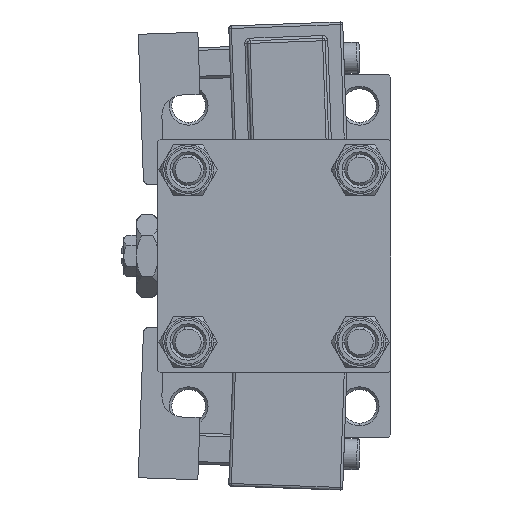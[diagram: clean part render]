
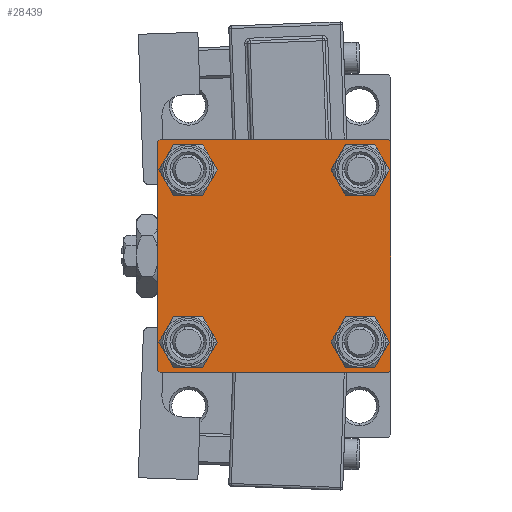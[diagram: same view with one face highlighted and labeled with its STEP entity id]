
A CAD part, left-side view. The second image highlights one B-rep face of the part: STEP entity #28439.
In plain terms, the highlighted planar face has unit normal (-1, 0, 0).
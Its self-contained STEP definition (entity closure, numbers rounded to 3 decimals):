
#84 = EDGE_CURVE ( 'NONE', #30195, #4274, #10465, .T. ) ;
#1210 = CIRCLE ( 'NONE', #45634, 3.5 ) ;
#1216 = EDGE_CURVE ( 'NONE', #26947, #3586, #16244, .T. ) ;
#1754 = CARTESIAN_POINT ( 'NONE',  ( 0., 22.5, -22.5 ) ) ;
#3476 = EDGE_CURVE ( 'NONE', #41655, #25073, #27429, .T. ) ;
#3586 = VERTEX_POINT ( 'NONE', #37109 ) ;
#3730 = CARTESIAN_POINT ( 'NONE',  ( 0., 22.25, 22.25 ) ) ;
#3931 = AXIS2_PLACEMENT_3D ( 'NONE', #47005, #22115, #31026 ) ;
#4115 = EDGE_CURVE ( 'NONE', #3586, #33412, #30721, .T. ) ;
#4274 = VERTEX_POINT ( 'NONE', #35939 ) ;
#4448 = CARTESIAN_POINT ( 'NONE',  ( 0., -22., 22.5 ) ) ;
#4513 = CARTESIAN_POINT ( 'NONE',  ( 0., -16.6, 16.6 ) ) ;
#4590 = AXIS2_PLACEMENT_3D ( 'NONE', #13162, #33362, #45408 ) ;
#4803 = VECTOR ( 'NONE', #11223, 1000. ) ;
#4915 = CARTESIAN_POINT ( 'NONE',  ( 0., 16.6, -16.6 ) ) ;
#5284 = CARTESIAN_POINT ( 'NONE',  ( 0., 22., 22.5 ) ) ;
#6101 = FACE_BOUND ( 'NONE', #20263, .T. ) ;
#6188 = ORIENTED_EDGE ( 'NONE', *, *, #22797, .T. ) ;
#6899 = DIRECTION ( 'NONE',  ( 1., 0., 0. ) ) ;
#7354 = DIRECTION ( 'NONE',  ( 0., 0.707, 0.707 ) ) ;
#7481 = DIRECTION ( 'NONE',  ( 0., -0.707, 0.707 ) ) ;
#8237 = EDGE_CURVE ( 'NONE', #29643, #26947, #35500, .T. ) ;
#8252 = CARTESIAN_POINT ( 'NONE',  ( 0., -22.25, -22.25 ) ) ;
#8282 = EDGE_CURVE ( 'NONE', #19414, #32913, #35064, .T. ) ;
#10232 = CARTESIAN_POINT ( 'NONE',  ( 0., -16.6, -13.1 ) ) ;
#10465 = CIRCLE ( 'NONE', #4590, 3.5 ) ;
#10497 = VECTOR ( 'NONE', #48258, 1000. ) ;
#10662 = EDGE_CURVE ( 'NONE', #33412, #41655, #30900, .T. ) ;
#10784 = CARTESIAN_POINT ( 'NONE',  ( 0., -16.6, -16.6 ) ) ;
#10802 = VECTOR ( 'NONE', #35758, 1000. ) ;
#11132 = ORIENTED_EDGE ( 'NONE', *, *, #18119, .F. ) ;
#11211 = ORIENTED_EDGE ( 'NONE', *, *, #24041, .T. ) ;
#11223 = DIRECTION ( 'NONE',  ( 0., -1., 0. ) ) ;
#12140 = DIRECTION ( 'NONE',  ( 1., 0., 0. ) ) ;
#13054 = CARTESIAN_POINT ( 'NONE',  ( 0., 16.6, 20.1 ) ) ;
#13162 = CARTESIAN_POINT ( 'NONE',  ( 0., 16.6, 16.6 ) ) ;
#14585 = DIRECTION ( 'NONE',  ( 0., 0., 1. ) ) ;
#14753 = DIRECTION ( 'NONE',  ( 0., 0., 1. ) ) ;
#14759 = FACE_BOUND ( 'NONE', #48400, .T. ) ;
#15010 = FACE_BOUND ( 'NONE', #36519, .T. ) ;
#15034 = ORIENTED_EDGE ( 'NONE', *, *, #25831, .T. ) ;
#15210 = LINE ( 'NONE', #28073, #37301 ) ;
#15531 = DIRECTION ( 'NONE',  ( 0., 0., 1. ) ) ;
#15653 = CARTESIAN_POINT ( 'NONE',  ( 0., 22.5, 22.5 ) ) ;
#16104 = LINE ( 'NONE', #28190, #17105 ) ;
#16244 = LINE ( 'NONE', #35943, #10497 ) ;
#16896 = ORIENTED_EDGE ( 'NONE', *, *, #4115, .T. ) ;
#17105 = VECTOR ( 'NONE', #17146, 1000. ) ;
#17146 = DIRECTION ( 'NONE',  ( 0., 0., -1. ) ) ;
#17678 = CARTESIAN_POINT ( 'NONE',  ( 0., 16.6, -13.1 ) ) ;
#17788 = DIRECTION ( 'NONE',  ( 0., -1., 0. ) ) ;
#18119 = EDGE_CURVE ( 'NONE', #33548, #25073, #16104, .T. ) ;
#18608 = DIRECTION ( 'NONE',  ( 0., 0., 1. ) ) ;
#19414 = VERTEX_POINT ( 'NONE', #17678 ) ;
#19603 = LINE ( 'NONE', #15653, #4803 ) ;
#20135 = ORIENTED_EDGE ( 'NONE', *, *, #8282, .T. ) ;
#20263 = EDGE_LOOP ( 'NONE', ( #20135, #22192 ) ) ;
#20398 = CARTESIAN_POINT ( 'NONE',  ( 0., -22.5, 22. ) ) ;
#21350 = VERTEX_POINT ( 'NONE', #38140 ) ;
#21935 = DIRECTION ( 'NONE',  ( 1., 0., 0. ) ) ;
#22115 = DIRECTION ( 'NONE',  ( -1., 0., 0. ) ) ;
#22167 = AXIS2_PLACEMENT_3D ( 'NONE', #30508, #43344, #14753 ) ;
#22192 = ORIENTED_EDGE ( 'NONE', *, *, #45604, .T. ) ;
#22679 = EDGE_LOOP ( 'NONE', ( #49951, #16896, #31867, #33485, #11132, #38309, #49962, #37890 ) ) ;
#22797 = EDGE_CURVE ( 'NONE', #21350, #37475, #38913, .T. ) ;
#23180 = CARTESIAN_POINT ( 'NONE',  ( 0., 16.6, -16.6 ) ) ;
#23244 = CIRCLE ( 'NONE', #47526, 3.5 ) ;
#23913 = CIRCLE ( 'NONE', #43214, 3.5 ) ;
#24041 = EDGE_CURVE ( 'NONE', #38429, #31463, #1210, .T. ) ;
#25073 = VERTEX_POINT ( 'NONE', #32280 ) ;
#25831 = EDGE_CURVE ( 'NONE', #37475, #21350, #23913, .T. ) ;
#26235 = CARTESIAN_POINT ( 'NONE',  ( 0., -16.6, 20.1 ) ) ;
#26784 = DIRECTION ( 'NONE',  ( 1., 0., 0. ) ) ;
#26842 = FACE_OUTER_BOUND ( 'NONE', #22679, .T. ) ;
#26947 = VERTEX_POINT ( 'NONE', #48013 ) ;
#27041 = DIRECTION ( 'NONE',  ( 0., -0.707, -0.707 ) ) ;
#27429 = LINE ( 'NONE', #8252, #44945 ) ;
#28073 = CARTESIAN_POINT ( 'NONE',  ( 0., -22.25, 22.25 ) ) ;
#28190 = CARTESIAN_POINT ( 'NONE',  ( 0., -22.5, 22.5 ) ) ;
#28439 = ADVANCED_FACE ( 'NONE', ( #14759, #15010, #6101, #50964, #26842 ), #43090, .T. ) ;
#29064 = DIRECTION ( 'NONE',  ( 0., 0., 1. ) ) ;
#29446 = CARTESIAN_POINT ( 'NONE',  ( 0., 22., -22.5 ) ) ;
#29643 = VERTEX_POINT ( 'NONE', #5284 ) ;
#30061 = CARTESIAN_POINT ( 'NONE',  ( 0., -16.6, -20.1 ) ) ;
#30195 = VERTEX_POINT ( 'NONE', #13054 ) ;
#30508 = CARTESIAN_POINT ( 'NONE',  ( 0., -16.6, 16.6 ) ) ;
#30555 = ORIENTED_EDGE ( 'NONE', *, *, #51351, .T. ) ;
#30685 = DIRECTION ( 'NONE',  ( 1., 0., 0. ) ) ;
#30720 = VECTOR ( 'NONE', #27041, 1000. ) ;
#30721 = LINE ( 'NONE', #31221, #30720 ) ;
#30900 = LINE ( 'NONE', #1754, #36910 ) ;
#31026 = DIRECTION ( 'NONE',  ( 0., 0., 1. ) ) ;
#31221 = CARTESIAN_POINT ( 'NONE',  ( 0., 22.25, -22.25 ) ) ;
#31463 = VERTEX_POINT ( 'NONE', #30061 ) ;
#31867 = ORIENTED_EDGE ( 'NONE', *, *, #10662, .T. ) ;
#32280 = CARTESIAN_POINT ( 'NONE',  ( 0., -22.5, -22. ) ) ;
#32553 = AXIS2_PLACEMENT_3D ( 'NONE', #23180, #6899, #15531 ) ;
#32913 = VERTEX_POINT ( 'NONE', #41614 ) ;
#33362 = DIRECTION ( 'NONE',  ( 1., 0., 0. ) ) ;
#33412 = VERTEX_POINT ( 'NONE', #29446 ) ;
#33485 = ORIENTED_EDGE ( 'NONE', *, *, #3476, .T. ) ;
#33507 = DIRECTION ( 'NONE',  ( 1., 0., 0. ) ) ;
#33548 = VERTEX_POINT ( 'NONE', #20398 ) ;
#33756 = CARTESIAN_POINT ( 'NONE',  ( 0., -16.6, -16.6 ) ) ;
#34463 = VERTEX_POINT ( 'NONE', #4448 ) ;
#34698 = EDGE_CURVE ( 'NONE', #4274, #30195, #50956, .T. ) ;
#34743 = AXIS2_PLACEMENT_3D ( 'NONE', #4915, #33507, #29064 ) ;
#35064 = CIRCLE ( 'NONE', #32553, 3.5 ) ;
#35500 = LINE ( 'NONE', #3730, #10802 ) ;
#35758 = DIRECTION ( 'NONE',  ( 0., 0.707, -0.707 ) ) ;
#35939 = CARTESIAN_POINT ( 'NONE',  ( 0., 16.6, 13.1 ) ) ;
#35943 = CARTESIAN_POINT ( 'NONE',  ( 0., 22.5, 22.5 ) ) ;
#36274 = DIRECTION ( 'NONE',  ( 0., 0., 1. ) ) ;
#36519 = EDGE_LOOP ( 'NONE', ( #11211, #30555 ) ) ;
#36910 = VECTOR ( 'NONE', #17788, 1000. ) ;
#37109 = CARTESIAN_POINT ( 'NONE',  ( 0., 22.5, -22. ) ) ;
#37301 = VECTOR ( 'NONE', #7354, 1000. ) ;
#37475 = VERTEX_POINT ( 'NONE', #26235 ) ;
#37890 = ORIENTED_EDGE ( 'NONE', *, *, #8237, .T. ) ;
#38140 = CARTESIAN_POINT ( 'NONE',  ( 0., -16.6, 13.1 ) ) ;
#38309 = ORIENTED_EDGE ( 'NONE', *, *, #47286, .T. ) ;
#38354 = CARTESIAN_POINT ( 'NONE',  ( 0., -22., -22.5 ) ) ;
#38429 = VERTEX_POINT ( 'NONE', #10232 ) ;
#38913 = CIRCLE ( 'NONE', #22167, 3.5 ) ;
#39793 = ORIENTED_EDGE ( 'NONE', *, *, #34698, .T. ) ;
#41614 = CARTESIAN_POINT ( 'NONE',  ( 0., 16.6, -20.1 ) ) ;
#41655 = VERTEX_POINT ( 'NONE', #38354 ) ;
#43090 = PLANE ( 'NONE',  #3931 ) ;
#43214 = AXIS2_PLACEMENT_3D ( 'NONE', #4513, #12140, #36274 ) ;
#43344 = DIRECTION ( 'NONE',  ( 1., 0., 0. ) ) ;
#44255 = AXIS2_PLACEMENT_3D ( 'NONE', #46921, #30685, #18608 ) ;
#44843 = DIRECTION ( 'NONE',  ( 0., 0., 1. ) ) ;
#44945 = VECTOR ( 'NONE', #7481, 1000. ) ;
#45408 = DIRECTION ( 'NONE',  ( 0., 0., 1. ) ) ;
#45604 = EDGE_CURVE ( 'NONE', #32913, #19414, #47297, .T. ) ;
#45634 = AXIS2_PLACEMENT_3D ( 'NONE', #10784, #26784, #44843 ) ;
#46764 = ORIENTED_EDGE ( 'NONE', *, *, #84, .T. ) ;
#46921 = CARTESIAN_POINT ( 'NONE',  ( 0., 16.6, 16.6 ) ) ;
#47005 = CARTESIAN_POINT ( 'NONE',  ( 0., 0., 0. ) ) ;
#47286 = EDGE_CURVE ( 'NONE', #33548, #34463, #15210, .T. ) ;
#47297 = CIRCLE ( 'NONE', #34743, 3.5 ) ;
#47526 = AXIS2_PLACEMENT_3D ( 'NONE', #33756, #21935, #14585 ) ;
#48013 = CARTESIAN_POINT ( 'NONE',  ( 0., 22.5, 22. ) ) ;
#48258 = DIRECTION ( 'NONE',  ( 0., 0., -1. ) ) ;
#48400 = EDGE_LOOP ( 'NONE', ( #15034, #6188 ) ) ;
#48946 = EDGE_LOOP ( 'NONE', ( #46764, #39793 ) ) ;
#49951 = ORIENTED_EDGE ( 'NONE', *, *, #1216, .T. ) ;
#49962 = ORIENTED_EDGE ( 'NONE', *, *, #51168, .F. ) ;
#50956 = CIRCLE ( 'NONE', #44255, 3.5 ) ;
#50964 = FACE_BOUND ( 'NONE', #48946, .T. ) ;
#51168 = EDGE_CURVE ( 'NONE', #29643, #34463, #19603, .T. ) ;
#51351 = EDGE_CURVE ( 'NONE', #31463, #38429, #23244, .T. ) ;
